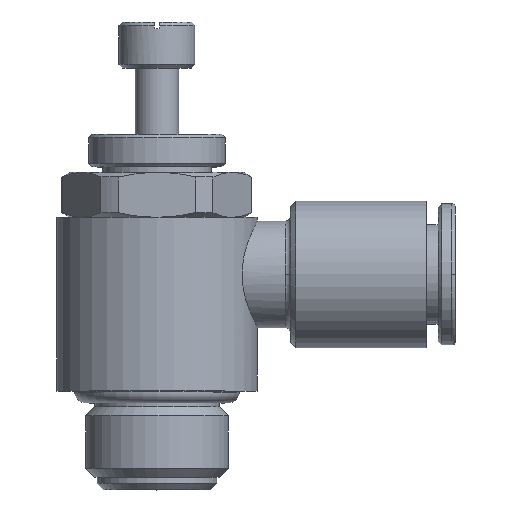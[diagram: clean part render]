
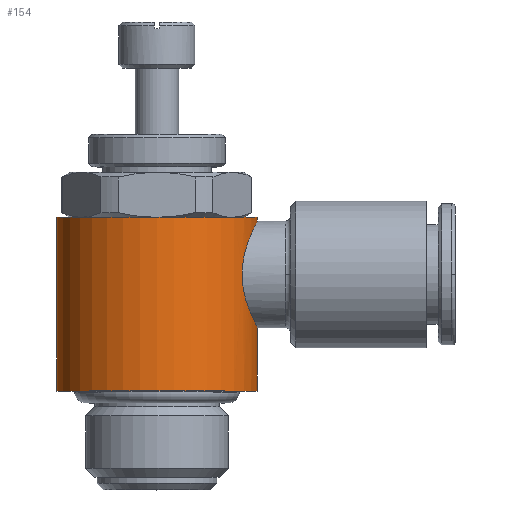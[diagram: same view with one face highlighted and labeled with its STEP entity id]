
A CAD part, top view. The second image highlights one B-rep face of the part: STEP entity #154.
In plain terms, the highlighted cylindrical face has radius 9.25 mm (diameter 18.5 mm), a partial arc.
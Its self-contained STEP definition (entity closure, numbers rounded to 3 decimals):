
#154=ADVANCED_FACE('',(#384),#385,.T.);
#384=FACE_OUTER_BOUND('',#616,.T.);
#385=CYLINDRICAL_SURFACE('',#617,9.25);
#616=EDGE_LOOP('',(#1433,#1434,#1435,#1436,#1437,#1438));
#617=AXIS2_PLACEMENT_3D('',#1439,#1440,#1441);
#1433=ORIENTED_EDGE('',*,*,#1461,.T.);
#1434=ORIENTED_EDGE('',*,*,#1525,.T.);
#1435=ORIENTED_EDGE('',*,*,#1465,.T.);
#1436=ORIENTED_EDGE('',*,*,#1706,.F.);
#1437=ORIENTED_EDGE('',*,*,#1463,.T.);
#1438=ORIENTED_EDGE('',*,*,#1705,.F.);
#1439=CARTESIAN_POINT('',(0.0,6.1,0.0));
#1440=DIRECTION('',(-0.0,1.0,0.0));
#1441=DIRECTION('',(1.0,0.0,0.0));
#1461=EDGE_CURVE('',#1717,#1718,#1719,.T.);
#1463=EDGE_CURVE('',#1722,#1720,#1723,.T.);
#1465=EDGE_CURVE('',#1726,#1724,#1727,.T.);
#1525=EDGE_CURVE('',#1718,#1726,#1836,.T.);
#1705=EDGE_CURVE('',#1717,#1720,#2111,.T.);
#1706=EDGE_CURVE('',#1722,#1724,#2112,.T.);
#1717=VERTEX_POINT('',#2123);
#1718=VERTEX_POINT('',#2124);
#1719=LINE('',#2125,#2126);
#1720=VERTEX_POINT('',#2127);
#1722=VERTEX_POINT('',#2129);
#1723=LINE('',#2130,#2131);
#1724=VERTEX_POINT('',#2132);
#1726=VERTEX_POINT('',#2134);
#1727=LINE('',#2135,#2136);
#1836=B_SPLINE_CURVE_WITH_KNOTS('',3,(#2346,#2347,#2348,#2349,#2350,#2351,#2352,#2353,#2354,#2355,#2356,#2357,#2358,#2359,#2360,#2361,#2362,#2363,#2364,#2365,#2366,#2367,#2368,#2369,#2370,#2371,#2372,#2373,#2374,#2375,#2376,#2377,#2378,#2379),.UNSPECIFIED.,.F.,.F.,(4,2,2,2,2,2,2,2,2,2,2,2,2,2,2,2,4),(7.556,8.499,9.441,10.384,11.327,12.273,13.219,14.165,15.112,16.058,17.004,17.95,18.896,19.839,20.782,21.725,22.667),.UNSPECIFIED.);
#2111=CIRCLE('',#3116,9.25);
#2112=CIRCLE('',#3117,9.25);
#2123=CARTESIAN_POINT('',(9.25,-3.8,0.0));
#2124=CARTESIAN_POINT('',(9.25,2.05,0.));
#2125=CARTESIAN_POINT('',(9.25,6.1,0.));
#2126=VECTOR('',#3136,1.0);
#2127=CARTESIAN_POINT('',(-9.25,-3.8,0.));
#2129=CARTESIAN_POINT('',(-9.25,12.2,0.));
#2130=CARTESIAN_POINT('',(-9.25,6.1,0.));
#2131=VECTOR('',#3140,1.0);
#2132=CARTESIAN_POINT('',(9.25,12.2,0.0));
#2134=CARTESIAN_POINT('',(9.25,11.85,0.));
#2135=CARTESIAN_POINT('',(9.25,6.1,0.));
#2136=VECTOR('',#3144,1.0);
#2346=CARTESIAN_POINT('',(9.25,2.05,0.));
#2347=CARTESIAN_POINT('',(9.25,2.05,0.314));
#2348=CARTESIAN_POINT('',(9.234,2.081,0.637));
#2349=CARTESIAN_POINT('',(9.167,2.208,1.276));
#2350=CARTESIAN_POINT('',(9.117,2.304,1.592));
#2351=CARTESIAN_POINT('',(8.991,2.556,2.194));
#2352=CARTESIAN_POINT('',(8.915,2.712,2.481));
#2353=CARTESIAN_POINT('',(8.751,3.07,3.009));
#2354=CARTESIAN_POINT('',(8.663,3.272,3.251));
#2355=CARTESIAN_POINT('',(8.49,3.7,3.679));
#2356=CARTESIAN_POINT('',(8.399,3.942,3.881));
#2357=CARTESIAN_POINT('',(8.224,4.47,4.238));
#2358=CARTESIAN_POINT('',(8.141,4.757,4.394));
#2359=CARTESIAN_POINT('',(8.,5.358,4.645));
#2360=CARTESIAN_POINT('',(7.943,5.673,4.742));
#2361=CARTESIAN_POINT('',(7.865,6.311,4.869));
#2362=CARTESIAN_POINT('',(7.846,6.635,4.9));
#2363=CARTESIAN_POINT('',(7.846,7.265,4.9));
#2364=CARTESIAN_POINT('',(7.865,7.589,4.869));
#2365=CARTESIAN_POINT('',(7.943,8.227,4.742));
#2366=CARTESIAN_POINT('',(8.,8.542,4.645));
#2367=CARTESIAN_POINT('',(8.141,9.143,4.394));
#2368=CARTESIAN_POINT('',(8.224,9.43,4.238));
#2369=CARTESIAN_POINT('',(8.399,9.958,3.881));
#2370=CARTESIAN_POINT('',(8.49,10.2,3.679));
#2371=CARTESIAN_POINT('',(8.663,10.628,3.251));
#2372=CARTESIAN_POINT('',(8.751,10.83,3.009));
#2373=CARTESIAN_POINT('',(8.915,11.188,2.481));
#2374=CARTESIAN_POINT('',(8.991,11.344,2.194));
#2375=CARTESIAN_POINT('',(9.117,11.596,1.592));
#2376=CARTESIAN_POINT('',(9.167,11.692,1.276));
#2377=CARTESIAN_POINT('',(9.234,11.819,0.637));
#2378=CARTESIAN_POINT('',(9.25,11.85,0.314));
#2379=CARTESIAN_POINT('',(9.25,11.85,0.));
#3116=AXIS2_PLACEMENT_3D('',#3603,#3604,#3605);
#3117=AXIS2_PLACEMENT_3D('',#3606,#3607,#3608);
#3136=DIRECTION('',(0.0,1.0,0.0));
#3140=DIRECTION('',(-0.0,-1.0,-0.0));
#3144=DIRECTION('',(0.0,1.0,0.0));
#3603=CARTESIAN_POINT('',(0.0,-3.8,0.0));
#3604=DIRECTION('',(0.0,-1.0,0.0));
#3605=DIRECTION('',(1.0,0.0,0.0));
#3606=CARTESIAN_POINT('',(0.0,12.2,0.0));
#3607=DIRECTION('',(-0.0,1.0,0.0));
#3608=DIRECTION('',(1.0,0.0,0.0));
